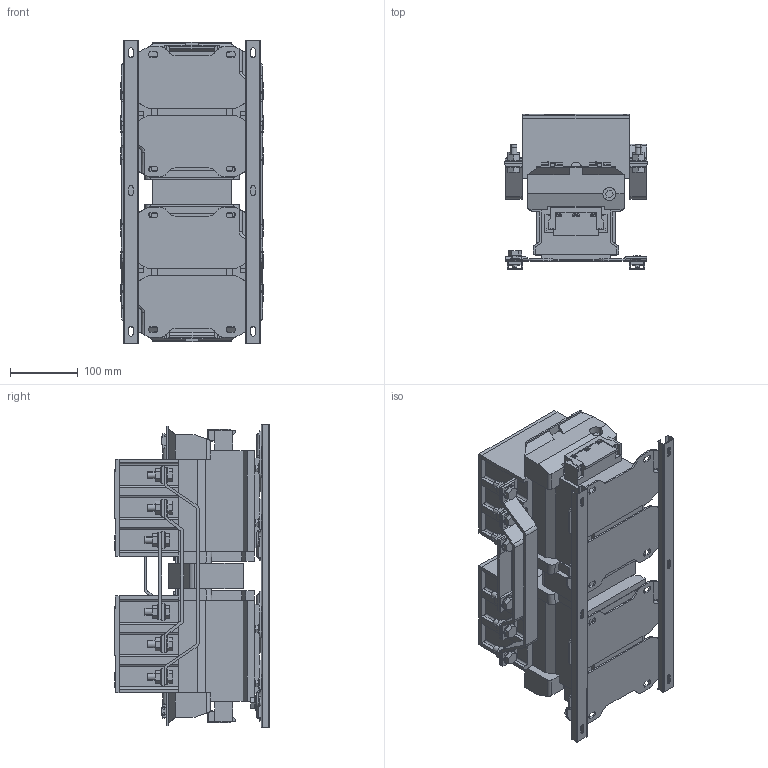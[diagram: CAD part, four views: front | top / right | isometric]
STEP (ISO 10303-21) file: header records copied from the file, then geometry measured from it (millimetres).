
FILE_DESCRIPTION (( 'STEP AP214' ), '1' );
FILE_NAME ('KKT63-400-230-10 Êîíòàêòîð ÊÒÈ-64003 ðåâåðñ 400À 230Â_ÀÑ3 ÈÝÊ.STEP', '2017-12-25T07:42:14', ( '' ), ( '' ), 'SwSTEP 2.0', 'SolidWorks 2014', '' );
FILE_SCHEMA (( 'AUTOMOTIVE_DESIGN' ));
Length unit declared in the file: millimetre
Products named in the file (1): KKT63-400-230-10 Êîíòàêòîð ÊÒÈ-64003 ðåâåðñ 400À  230Â_ÀÑ3  ÈÝÊ
Bounding box: 210 x 228.92 x 448 mm (x, y, z)
Volume: 9831990 mm3; surface area: 771795.4 mm2
Topology: 2 solids, 28 shells, 3154 faces, 8506 edges, 5574 vertices
Faces by surface type: plane 2110, cylinder 688, bspline 326, torus 26, cone 4
Entity records: 115919 total; most frequent: CARTESIAN_POINT 37713, ORIENTED_EDGE 17012, DIRECTION 14806, EDGE_CURVE 8506, VECTOR 6140, LINE 6140, VERTEX_POINT 5574, AXIS2_PLACEMENT_3D 4333
